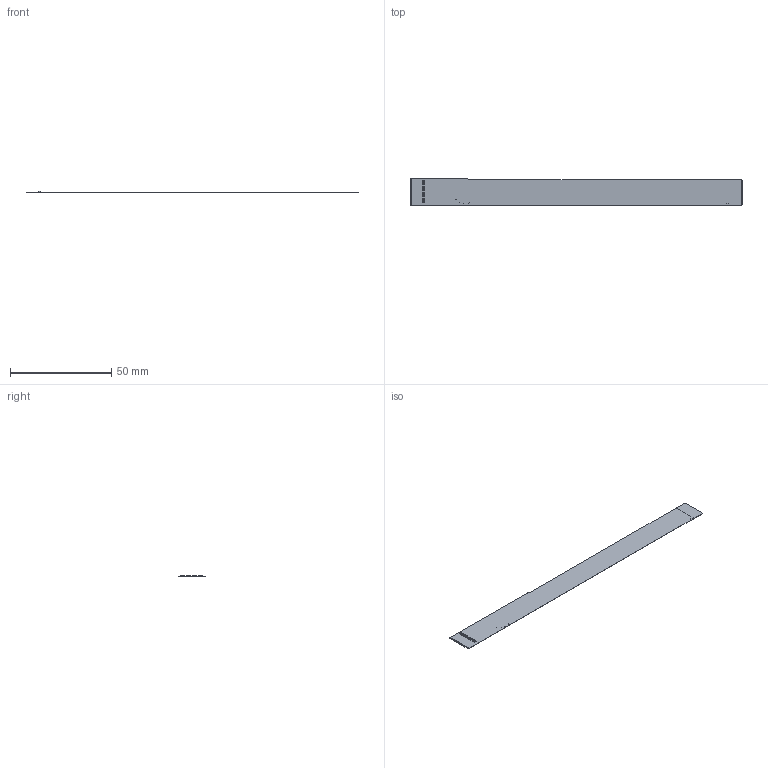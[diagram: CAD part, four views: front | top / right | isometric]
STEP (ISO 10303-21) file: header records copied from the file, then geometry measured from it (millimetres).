
FILE_DESCRIPTION(('Designed by EasyEDA Pro'),'2;1');
FILE_NAME('Open CASCADE Shape Model','2024-08-21T09:07:58',('Author'),( 'Open CASCADE'),'Open CASCADE STEP processor 7.8','Open CASCADE 7.8' ,'Unknown');
FILE_SCHEMA(('AUTOMOTIVE_DESIGN { 1 0 10303 214 1 1 1 1 }'));
Length unit declared in the file: millimetre
Products named in the file (11): PCBModel; Board; COMPOUND; Y91n-RN1; RES-ARRAY-SMD_0402-8P-L2.0-W1.0-BL; Y91n-L2; BEAD-SMD_8P-L2.0-W1.0-P0.50-TL; SOLID; Y91n-L3; Y91n-L1
Assembly tree (12 placements, depth 4):
  PCBModel
    Board
    COMPOUND
    Y91n-RN1
      RES-ARRAY-SMD_0402-8P-L2.0-W1.0-BL
        COMPOUND
    Y91n-L2
      BEAD-SMD_8P-L2.0-W1.0-P0.50-TL
        SOLID
    Y91n-L3
      BEAD-SMD_8P-L2.0-W1.0-P0.50-TL
        SOLID
    Y91n-L1
      BEAD-SMD_8P-L2.0-W1.0-P0.50-TL
        SOLID
Bounding box: 163.95 x 13.08 x 0.75 mm (x, y, z)
Volume: 231.6 mm3; surface area: 4366.9 mm2
Topology: 11 solids, 11 shells, 1638 faces, 4509 edges, 2966 vertices
Faces by surface type: plane 962, bspline 434, cylinder 218, sphere 24
Full cylindrical faces by diameter (mm): 0.15 x7, 0.3 x20
Entity records: 35466 total; most frequent: CARTESIAN_POINT 8028, ORIENTED_EDGE 4542, DIRECTION 3301, EDGE_CURVE 2271, LINE 1647, VECTOR 1647, VERTEX_POINT 1506, FACE_BOUND 927
